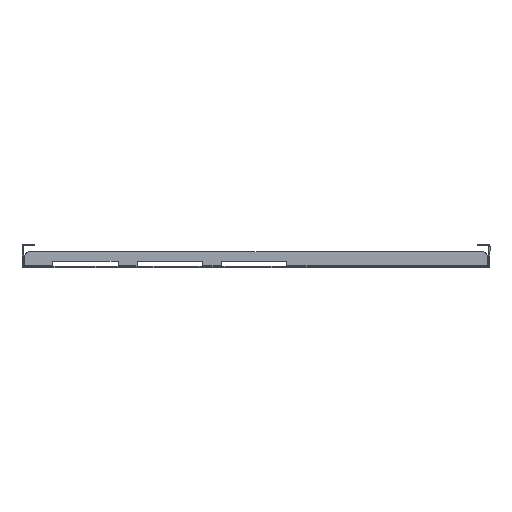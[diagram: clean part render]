
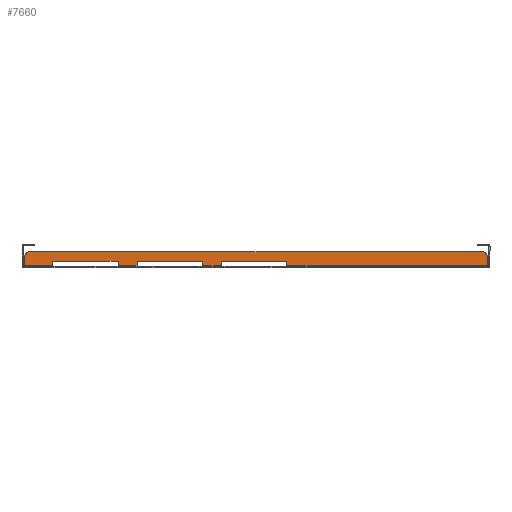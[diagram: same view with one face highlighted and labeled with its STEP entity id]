
A CAD part, front view. The second image highlights one B-rep face of the part: STEP entity #7660.
In plain terms, the highlighted planar face has unit normal (0, -1, 0).
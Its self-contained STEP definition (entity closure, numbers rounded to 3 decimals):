
#97 = LINE ( 'NONE', #961, #5337 ) ;
#121 = VECTOR ( 'NONE', #5553, 1000. ) ;
#155 = EDGE_CURVE ( 'NONE', #5200, #1061, #168, .T. ) ;
#168 = LINE ( 'NONE', #3858, #858 ) ;
#173 = DIRECTION ( 'NONE',  ( 0., 0., -1. ) ) ;
#194 = LINE ( 'NONE', #4499, #3145 ) ;
#354 = CARTESIAN_POINT ( 'NONE',  ( -214.5, -297., 8.8 ) ) ;
#551 = CARTESIAN_POINT ( 'NONE',  ( -50.7, -297., 4.8 ) ) ;
#578 = EDGE_CURVE ( 'NONE', #1541, #1805, #1601, .T. ) ;
#688 = CARTESIAN_POINT ( 'NONE',  ( 160., -297., 4.8 ) ) ;
#710 = DIRECTION ( 'NONE',  ( -1., 0., 0. ) ) ;
#790 = VECTOR ( 'NONE', #3082, 1000. ) ;
#832 = DIRECTION ( 'NONE',  ( 0., 0., -1. ) ) ;
#858 = VECTOR ( 'NONE', #1356, 1000. ) ;
#870 = CARTESIAN_POINT ( 'NONE',  ( -219.5, -297., 13.8 ) ) ;
#932 = CARTESIAN_POINT ( 'NONE',  ( -192.7, -297., 1. ) ) ;
#961 = CARTESIAN_POINT ( 'NONE',  ( -112.7, -297., 4.8 ) ) ;
#1037 = FACE_OUTER_BOUND ( 'NONE', #5644, .T. ) ;
#1061 = VERTEX_POINT ( 'NONE', #4314 ) ;
#1200 = VECTOR ( 'NONE', #6303, 1000. ) ;
#1235 = CARTESIAN_POINT ( 'NONE',  ( -219.5, -297., 1. ) ) ;
#1241 = DIRECTION ( 'NONE',  ( 0., 0., -1. ) ) ;
#1356 = DIRECTION ( 'NONE',  ( 1., 0., 0. ) ) ;
#1409 = VERTEX_POINT ( 'NONE', #7142 ) ;
#1411 = LINE ( 'NONE', #4343, #121 ) ;
#1541 = VERTEX_POINT ( 'NONE', #3163 ) ;
#1601 = LINE ( 'NONE', #688, #2657 ) ;
#1805 = VERTEX_POINT ( 'NONE', #3949 ) ;
#1860 = CARTESIAN_POINT ( 'NONE',  ( 219.5, -297., 8.8 ) ) ;
#1928 = VECTOR ( 'NONE', #173, 1000. ) ;
#1987 = VERTEX_POINT ( 'NONE', #2450 ) ;
#2053 = DIRECTION ( 'NONE',  ( 1., 0., 0. ) ) ;
#2100 = VERTEX_POINT ( 'NONE', #2625 ) ;
#2126 = CARTESIAN_POINT ( 'NONE',  ( -112.7, -297., 1. ) ) ;
#2145 = LINE ( 'NONE', #6219, #1928 ) ;
#2171 = EDGE_CURVE ( 'NONE', #7476, #1987, #7346, .T. ) ;
#2223 = DIRECTION ( 'NONE',  ( 1., 0., 0. ) ) ;
#2247 = EDGE_CURVE ( 'NONE', #4050, #5200, #6322, .T. ) ;
#2273 = DIRECTION ( 'NONE',  ( 0., 0., -1. ) ) ;
#2274 = EDGE_CURVE ( 'NONE', #6431, #6794, #7449, .T. ) ;
#2450 = CARTESIAN_POINT ( 'NONE',  ( -130.7, -297., 1. ) ) ;
#2499 = CARTESIAN_POINT ( 'NONE',  ( -112.7, -297., 4.8 ) ) ;
#2572 = EDGE_CURVE ( 'NONE', #2100, #4541, #1411, .T. ) ;
#2603 = ORIENTED_EDGE ( 'NONE', *, *, #2572, .F. ) ;
#2616 = AXIS2_PLACEMENT_3D ( 'NONE', #4874, #3094, #1241 ) ;
#2625 = CARTESIAN_POINT ( 'NONE',  ( -192.7, -297., 4.8 ) ) ;
#2657 = VECTOR ( 'NONE', #7829, 1000. ) ;
#2733 = ORIENTED_EDGE ( 'NONE', *, *, #2247, .T. ) ;
#2749 = EDGE_CURVE ( 'NONE', #7606, #1409, #7701, .T. ) ;
#2806 = CARTESIAN_POINT ( 'NONE',  ( 219.5, -297., 1. ) ) ;
#2825 = VERTEX_POINT ( 'NONE', #5714 ) ;
#2855 = DIRECTION ( 'NONE',  ( 0., 0., -1. ) ) ;
#2949 = ORIENTED_EDGE ( 'NONE', *, *, #6738, .F. ) ;
#3035 = ORIENTED_EDGE ( 'NONE', *, *, #5074, .T. ) ;
#3038 = AXIS2_PLACEMENT_3D ( 'NONE', #354, #4618, #4564 ) ;
#3082 = DIRECTION ( 'NONE',  ( 1., 0., 0. ) ) ;
#3094 = DIRECTION ( 'NONE',  ( 0., -1., 0. ) ) ;
#3110 = EDGE_CURVE ( 'NONE', #1987, #6149, #3392, .T. ) ;
#3145 = VECTOR ( 'NONE', #5702, 1000. ) ;
#3163 = CARTESIAN_POINT ( 'NONE',  ( 29.3, -297., 4.8 ) ) ;
#3362 = ORIENTED_EDGE ( 'NONE', *, *, #2274, .F. ) ;
#3392 = LINE ( 'NONE', #3626, #7785 ) ;
#3469 = VERTEX_POINT ( 'NONE', #2499 ) ;
#3591 = EDGE_CURVE ( 'NONE', #6989, #1409, #6766, .T. ) ;
#3610 = CARTESIAN_POINT ( 'NONE',  ( 0., -297., 1. ) ) ;
#3626 = CARTESIAN_POINT ( 'NONE',  ( 0., -297., 1. ) ) ;
#3739 = CIRCLE ( 'NONE', #2616, 5. ) ;
#3744 = CARTESIAN_POINT ( 'NONE',  ( 0., -297., 4.8 ) ) ;
#3769 = EDGE_CURVE ( 'NONE', #2825, #6794, #4875, .T. ) ;
#3773 = ORIENTED_EDGE ( 'NONE', *, *, #5741, .F. ) ;
#3838 = LINE ( 'NONE', #3744, #4678 ) ;
#3858 = CARTESIAN_POINT ( 'NONE',  ( 0., -297., 1. ) ) ;
#3888 = VERTEX_POINT ( 'NONE', #6478 ) ;
#3949 = CARTESIAN_POINT ( 'NONE',  ( -32.7, -297., 4.8 ) ) ;
#3972 = CARTESIAN_POINT ( 'NONE',  ( -130.7, -297., 4.8 ) ) ;
#4050 = VERTEX_POINT ( 'NONE', #551 ) ;
#4079 = ORIENTED_EDGE ( 'NONE', *, *, #2171, .T. ) ;
#4314 = CARTESIAN_POINT ( 'NONE',  ( -32.7, -297., 1. ) ) ;
#4343 = CARTESIAN_POINT ( 'NONE',  ( -192.7, -297., 4.8 ) ) ;
#4429 = CARTESIAN_POINT ( 'NONE',  ( -50.7, -297., 1. ) ) ;
#4499 = CARTESIAN_POINT ( 'NONE',  ( 80., -297., 4.8 ) ) ;
#4526 = CARTESIAN_POINT ( 'NONE',  ( -214.5, -297., 13.8 ) ) ;
#4541 = VERTEX_POINT ( 'NONE', #932 ) ;
#4564 = DIRECTION ( 'NONE',  ( 0., 0., -1. ) ) ;
#4573 = CARTESIAN_POINT ( 'NONE',  ( -130.7, -297., 4.8 ) ) ;
#4618 = DIRECTION ( 'NONE',  ( 0., -1., 0. ) ) ;
#4655 = EDGE_CURVE ( 'NONE', #3469, #6149, #97, .T. ) ;
#4666 = PLANE ( 'NONE',  #7468 ) ;
#4678 = VECTOR ( 'NONE', #710, 1000. ) ;
#4689 = VECTOR ( 'NONE', #6270, 1000. ) ;
#4815 = ORIENTED_EDGE ( 'NONE', *, *, #3110, .T. ) ;
#4871 = EDGE_CURVE ( 'NONE', #6431, #3888, #3739, .T. ) ;
#4874 = CARTESIAN_POINT ( 'NONE',  ( 214.5, -297., 8.8 ) ) ;
#4875 = LINE ( 'NONE', #7593, #7323 ) ;
#4891 = ORIENTED_EDGE ( 'NONE', *, *, #155, .T. ) ;
#5074 = EDGE_CURVE ( 'NONE', #6989, #4541, #6277, .T. ) ;
#5098 = DIRECTION ( 'NONE',  ( 0., 0., 1. ) ) ;
#5168 = ORIENTED_EDGE ( 'NONE', *, *, #3769, .T. ) ;
#5200 = VERTEX_POINT ( 'NONE', #4429 ) ;
#5224 = EDGE_CURVE ( 'NONE', #7476, #2100, #3838, .T. ) ;
#5275 = CARTESIAN_POINT ( 'NONE',  ( 0., -297., 0. ) ) ;
#5301 = CARTESIAN_POINT ( 'NONE',  ( 219.5, -297., 0. ) ) ;
#5337 = VECTOR ( 'NONE', #2855, 1000. ) ;
#5349 = ORIENTED_EDGE ( 'NONE', *, *, #578, .F. ) ;
#5404 = ORIENTED_EDGE ( 'NONE', *, *, #6186, .T. ) ;
#5553 = DIRECTION ( 'NONE',  ( 0., 0., -1. ) ) ;
#5644 = EDGE_LOOP ( 'NONE', ( #2603, #5790, #4079, #4815, #6570, #2949, #2733, #4891, #3773, #5349, #5404, #5168, #3362, #6693, #6769, #5691, #6091, #3035 ) ) ;
#5653 = CARTESIAN_POINT ( 'NONE',  ( 219.5, -297., 13.8 ) ) ;
#5691 = ORIENTED_EDGE ( 'NONE', *, *, #2749, .T. ) ;
#5702 = DIRECTION ( 'NONE',  ( -1., 0., 0. ) ) ;
#5714 = CARTESIAN_POINT ( 'NONE',  ( 29.3, -297., 1. ) ) ;
#5741 = EDGE_CURVE ( 'NONE', #1805, #1061, #2145, .T. ) ;
#5790 = ORIENTED_EDGE ( 'NONE', *, *, #5224, .F. ) ;
#5874 = VECTOR ( 'NONE', #2053, 1000. ) ;
#5950 = DIRECTION ( 'NONE',  ( 0., 0., -1. ) ) ;
#6050 = DIRECTION ( 'NONE',  ( 1., 0., 0. ) ) ;
#6091 = ORIENTED_EDGE ( 'NONE', *, *, #3591, .F. ) ;
#6149 = VERTEX_POINT ( 'NONE', #2126 ) ;
#6186 = EDGE_CURVE ( 'NONE', #1541, #2825, #7850, .T. ) ;
#6219 = CARTESIAN_POINT ( 'NONE',  ( -32.7, -297., 4.8 ) ) ;
#6229 = VECTOR ( 'NONE', #832, 1000. ) ;
#6270 = DIRECTION ( 'NONE',  ( 0., 0., -1. ) ) ;
#6277 = LINE ( 'NONE', #3610, #790 ) ;
#6303 = DIRECTION ( 'NONE',  ( 0., 0., -1. ) ) ;
#6318 = CARTESIAN_POINT ( 'NONE',  ( 29.3, -297., 4.8 ) ) ;
#6322 = LINE ( 'NONE', #6356, #6229 ) ;
#6356 = CARTESIAN_POINT ( 'NONE',  ( -50.7, -297., 4.8 ) ) ;
#6431 = VERTEX_POINT ( 'NONE', #1860 ) ;
#6478 = CARTESIAN_POINT ( 'NONE',  ( 214.5, -297., 13.8 ) ) ;
#6492 = VECTOR ( 'NONE', #5098, 1000. ) ;
#6570 = ORIENTED_EDGE ( 'NONE', *, *, #4655, .F. ) ;
#6693 = ORIENTED_EDGE ( 'NONE', *, *, #4871, .T. ) ;
#6709 = EDGE_CURVE ( 'NONE', #7606, #3888, #7745, .T. ) ;
#6738 = EDGE_CURVE ( 'NONE', #4050, #3469, #194, .T. ) ;
#6766 = LINE ( 'NONE', #870, #6492 ) ;
#6769 = ORIENTED_EDGE ( 'NONE', *, *, #6709, .F. ) ;
#6794 = VERTEX_POINT ( 'NONE', #2806 ) ;
#6989 = VERTEX_POINT ( 'NONE', #1235 ) ;
#7100 = DIRECTION ( 'NONE',  ( 0., -1., 0. ) ) ;
#7142 = CARTESIAN_POINT ( 'NONE',  ( -219.5, -297., 8.8 ) ) ;
#7323 = VECTOR ( 'NONE', #2223, 1000. ) ;
#7346 = LINE ( 'NONE', #3972, #1200 ) ;
#7449 = LINE ( 'NONE', #5301, #7631 ) ;
#7468 = AXIS2_PLACEMENT_3D ( 'NONE', #5275, #7100, #5950 ) ;
#7476 = VERTEX_POINT ( 'NONE', #4573 ) ;
#7593 = CARTESIAN_POINT ( 'NONE',  ( 0., -297., 1. ) ) ;
#7606 = VERTEX_POINT ( 'NONE', #4526 ) ;
#7631 = VECTOR ( 'NONE', #2273, 1000. ) ;
#7660 = ADVANCED_FACE ( 'NONE', ( #1037 ), #4666, .T. ) ;
#7701 = CIRCLE ( 'NONE', #3038, 5. ) ;
#7745 = LINE ( 'NONE', #5653, #5874 ) ;
#7785 = VECTOR ( 'NONE', #6050, 1000. ) ;
#7829 = DIRECTION ( 'NONE',  ( -1., 0., 0. ) ) ;
#7850 = LINE ( 'NONE', #6318, #4689 ) ;
